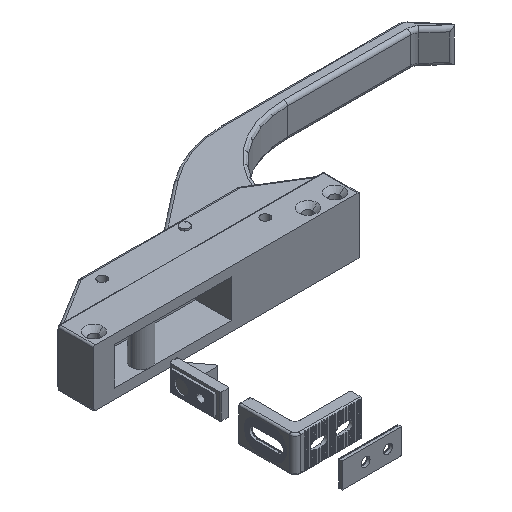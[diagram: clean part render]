
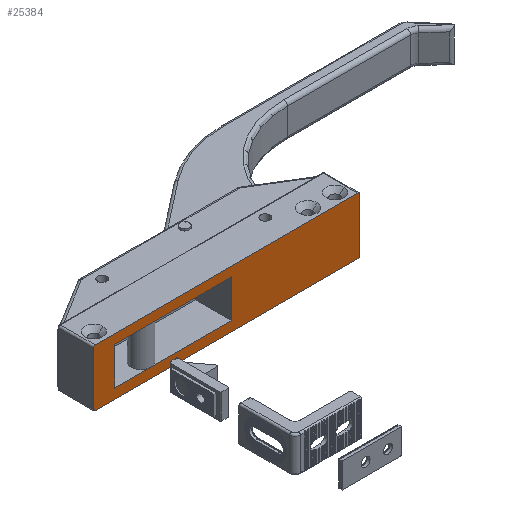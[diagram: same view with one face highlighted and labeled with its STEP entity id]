
A CAD part, isometric view. The second image highlights one B-rep face of the part: STEP entity #25384.
In plain terms, the highlighted planar face has unit normal (0, -1, 0).
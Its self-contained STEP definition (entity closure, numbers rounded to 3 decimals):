
#305 = DIRECTION ( 'NONE',  ( 1., 0., 0. ) ) ;
#369 = LINE ( 'NONE', #22353, #15245 ) ;
#661 = VERTEX_POINT ( 'NONE', #42543 ) ;
#782 = VECTOR ( 'NONE', #23212, 1000. ) ;
#794 = CARTESIAN_POINT ( 'NONE',  ( 12., 0., -5.3 ) ) ;
#1009 = FACE_BOUND ( 'NONE', #47347, .T. ) ;
#1260 = LINE ( 'NONE', #794, #32622 ) ;
#1452 = CARTESIAN_POINT ( 'NONE',  ( 32., 0., -26.3 ) ) ;
#1566 = DIRECTION ( 'NONE',  ( 0., 0., -1. ) ) ;
#1920 = EDGE_CURVE ( 'NONE', #44863, #21415, #1260, .T. ) ;
#2750 = DIRECTION ( 'NONE',  ( 1., 0., 0. ) ) ;
#2803 = EDGE_LOOP ( 'NONE', ( #30634, #42638, #40278, #5316, #33813, #34128, #26223, #10594 ) ) ;
#2925 = AXIS2_PLACEMENT_3D ( 'NONE', #24773, #10248, #6381 ) ;
#3029 = LINE ( 'NONE', #14341, #6255 ) ;
#3983 = VERTEX_POINT ( 'NONE', #9337 ) ;
#4046 = AXIS2_PLACEMENT_3D ( 'NONE', #32933, #36546, #29282 ) ;
#4399 = CARTESIAN_POINT ( 'NONE',  ( 77., 0., -5.3 ) ) ;
#5316 = ORIENTED_EDGE ( 'NONE', *, *, #32353, .T. ) ;
#5328 = CARTESIAN_POINT ( 'NONE',  ( 148., 0., -31.6 ) ) ;
#5380 = CARTESIAN_POINT ( 'NONE',  ( 1., 0., -31.6 ) ) ;
#5443 = VERTEX_POINT ( 'NONE', #25797 ) ;
#5851 = VERTEX_POINT ( 'NONE', #30754 ) ;
#6100 = VECTOR ( 'NONE', #27370, 1000. ) ;
#6255 = VECTOR ( 'NONE', #7329, 1000. ) ;
#6381 = DIRECTION ( 'NONE',  ( 0., 0., -1. ) ) ;
#7329 = DIRECTION ( 'NONE',  ( 1., 0., 0. ) ) ;
#8234 = CARTESIAN_POINT ( 'NONE',  ( 1., 0., 0. ) ) ;
#9337 = CARTESIAN_POINT ( 'NONE',  ( 147., 0., 0. ) ) ;
#9376 = CARTESIAN_POINT ( 'NONE',  ( 147., 0., -1. ) ) ;
#9492 = EDGE_CURVE ( 'NONE', #5443, #35987, #3029, .T. ) ;
#9541 = CARTESIAN_POINT ( 'NONE',  ( 77., 0., -26.3 ) ) ;
#10156 = EDGE_CURVE ( 'NONE', #42190, #5851, #28735, .T. ) ;
#10211 = CARTESIAN_POINT ( 'NONE',  ( 12., 0., -5.3 ) ) ;
#10248 = DIRECTION ( 'NONE',  ( 0., -1., 0. ) ) ;
#10594 = ORIENTED_EDGE ( 'NONE', *, *, #10156, .T. ) ;
#10920 = CARTESIAN_POINT ( 'NONE',  ( 12., 0., -26.3 ) ) ;
#11331 = EDGE_CURVE ( 'NONE', #45991, #42190, #30301, .T. ) ;
#11416 = CIRCLE ( 'NONE', #24569, 1. ) ;
#12560 = ORIENTED_EDGE ( 'NONE', *, *, #35237, .F. ) ;
#12580 = FACE_OUTER_BOUND ( 'NONE', #2803, .T. ) ;
#13260 = VECTOR ( 'NONE', #305, 1000. ) ;
#13873 = DIRECTION ( 'NONE',  ( 0., 0., 1. ) ) ;
#14341 = CARTESIAN_POINT ( 'NONE',  ( 12., 0., -26.3 ) ) ;
#14476 = CIRCLE ( 'NONE', #2925, 1. ) ;
#14778 = CARTESIAN_POINT ( 'NONE',  ( 0., 0., 0. ) ) ;
#14817 = EDGE_CURVE ( 'NONE', #24252, #35517, #369, .T. ) ;
#15245 = VECTOR ( 'NONE', #18000, 1000. ) ;
#15480 = CIRCLE ( 'NONE', #42550, 1. ) ;
#15727 = CARTESIAN_POINT ( 'NONE',  ( 0., 0., -31.6 ) ) ;
#15740 = DIRECTION ( 'NONE',  ( -1., 0., 0. ) ) ;
#16631 = DIRECTION ( 'NONE',  ( 0., -1., 0. ) ) ;
#17918 = VECTOR ( 'NONE', #1566, 1000. ) ;
#18000 = DIRECTION ( 'NONE',  ( 0., 0., 1. ) ) ;
#18112 = AXIS2_PLACEMENT_3D ( 'NONE', #15727, #42123, #23714 ) ;
#18500 = EDGE_CURVE ( 'NONE', #35987, #30143, #25932, .T. ) ;
#19187 = CARTESIAN_POINT ( 'NONE',  ( 147., 0., -31.6 ) ) ;
#20040 = EDGE_CURVE ( 'NONE', #5851, #40500, #37992, .T. ) ;
#21415 = VERTEX_POINT ( 'NONE', #35503 ) ;
#22276 = CARTESIAN_POINT ( 'NONE',  ( 148., 0., -1. ) ) ;
#22294 = CARTESIAN_POINT ( 'NONE',  ( 0., 0., -1. ) ) ;
#22353 = CARTESIAN_POINT ( 'NONE',  ( 0., 0., -31.6 ) ) ;
#22775 = CARTESIAN_POINT ( 'NONE',  ( 0., 0., -31.6 ) ) ;
#23212 = DIRECTION ( 'NONE',  ( 0., 0., 1. ) ) ;
#23714 = DIRECTION ( 'NONE',  ( 0., 0., -1. ) ) ;
#24041 = LINE ( 'NONE', #10211, #34124 ) ;
#24071 = ORIENTED_EDGE ( 'NONE', *, *, #39264, .F. ) ;
#24252 = VERTEX_POINT ( 'NONE', #38962 ) ;
#24569 = AXIS2_PLACEMENT_3D ( 'NONE', #9376, #16631, #35055 ) ;
#24773 = CARTESIAN_POINT ( 'NONE',  ( 1., 0., -1. ) ) ;
#25384 = ADVANCED_FACE ( 'NONE', ( #1009, #12580 ), #27344, .T. ) ;
#25797 = CARTESIAN_POINT ( 'NONE',  ( 12., 0., -26.3 ) ) ;
#25932 = LINE ( 'NONE', #10920, #27371 ) ;
#26223 = ORIENTED_EDGE ( 'NONE', *, *, #11331, .T. ) ;
#27344 = PLANE ( 'NONE',  #18112 ) ;
#27370 = DIRECTION ( 'NONE',  ( 1., 0., 0. ) ) ;
#27371 = VECTOR ( 'NONE', #2750, 1000. ) ;
#27583 = EDGE_CURVE ( 'NONE', #30143, #44863, #35698, .T. ) ;
#28735 = CIRCLE ( 'NONE', #4046, 1. ) ;
#29282 = DIRECTION ( 'NONE',  ( 0., 0., -1. ) ) ;
#30143 = VERTEX_POINT ( 'NONE', #40975 ) ;
#30301 = LINE ( 'NONE', #22775, #6100 ) ;
#30634 = ORIENTED_EDGE ( 'NONE', *, *, #20040, .T. ) ;
#30754 = CARTESIAN_POINT ( 'NONE',  ( 148., 0., -30.6 ) ) ;
#32069 = DIRECTION ( 'NONE',  ( 0., 0., -1. ) ) ;
#32353 = EDGE_CURVE ( 'NONE', #34451, #35517, #14476, .T. ) ;
#32500 = DIRECTION ( 'NONE',  ( -1., 0., 0. ) ) ;
#32622 = VECTOR ( 'NONE', #15740, 1000. ) ;
#32933 = CARTESIAN_POINT ( 'NONE',  ( 147., 0., -30.6 ) ) ;
#33197 = CARTESIAN_POINT ( 'NONE',  ( 1., 0., -30.6 ) ) ;
#33447 = LINE ( 'NONE', #14778, #13260 ) ;
#33813 = ORIENTED_EDGE ( 'NONE', *, *, #14817, .F. ) ;
#34124 = VECTOR ( 'NONE', #32500, 1000. ) ;
#34128 = ORIENTED_EDGE ( 'NONE', *, *, #40350, .T. ) ;
#34432 = EDGE_CURVE ( 'NONE', #34451, #3983, #33447, .T. ) ;
#34451 = VERTEX_POINT ( 'NONE', #8234 ) ;
#34749 = ORIENTED_EDGE ( 'NONE', *, *, #18500, .F. ) ;
#34944 = CARTESIAN_POINT ( 'NONE',  ( 12., 0., -26.3 ) ) ;
#35055 = DIRECTION ( 'NONE',  ( 0., 0., -1. ) ) ;
#35234 = DIRECTION ( 'NONE',  ( 0., -1., 0. ) ) ;
#35237 = EDGE_CURVE ( 'NONE', #661, #5443, #42674, .T. ) ;
#35503 = CARTESIAN_POINT ( 'NONE',  ( 32., 0., -5.3 ) ) ;
#35517 = VERTEX_POINT ( 'NONE', #22294 ) ;
#35698 = LINE ( 'NONE', #9541, #40128 ) ;
#35987 = VERTEX_POINT ( 'NONE', #1452 ) ;
#36546 = DIRECTION ( 'NONE',  ( 0., -1., 0. ) ) ;
#37992 = LINE ( 'NONE', #5328, #782 ) ;
#38962 = CARTESIAN_POINT ( 'NONE',  ( 0., 0., -30.6 ) ) ;
#39264 = EDGE_CURVE ( 'NONE', #21415, #661, #24041, .T. ) ;
#40128 = VECTOR ( 'NONE', #13873, 1000. ) ;
#40278 = ORIENTED_EDGE ( 'NONE', *, *, #34432, .F. ) ;
#40350 = EDGE_CURVE ( 'NONE', #24252, #45991, #15480, .T. ) ;
#40500 = VERTEX_POINT ( 'NONE', #22276 ) ;
#40975 = CARTESIAN_POINT ( 'NONE',  ( 77., 0., -26.3 ) ) ;
#42123 = DIRECTION ( 'NONE',  ( 0., -1., 0. ) ) ;
#42190 = VERTEX_POINT ( 'NONE', #19187 ) ;
#42543 = CARTESIAN_POINT ( 'NONE',  ( 12., 0., -5.3 ) ) ;
#42550 = AXIS2_PLACEMENT_3D ( 'NONE', #33197, #35234, #32069 ) ;
#42638 = ORIENTED_EDGE ( 'NONE', *, *, #45420, .T. ) ;
#42674 = LINE ( 'NONE', #34944, #17918 ) ;
#43443 = ORIENTED_EDGE ( 'NONE', *, *, #9492, .F. ) ;
#43889 = ORIENTED_EDGE ( 'NONE', *, *, #27583, .F. ) ;
#44560 = ORIENTED_EDGE ( 'NONE', *, *, #1920, .F. ) ;
#44863 = VERTEX_POINT ( 'NONE', #4399 ) ;
#45420 = EDGE_CURVE ( 'NONE', #40500, #3983, #11416, .T. ) ;
#45991 = VERTEX_POINT ( 'NONE', #5380 ) ;
#47347 = EDGE_LOOP ( 'NONE', ( #12560, #24071, #44560, #43889, #34749, #43443 ) ) ;
